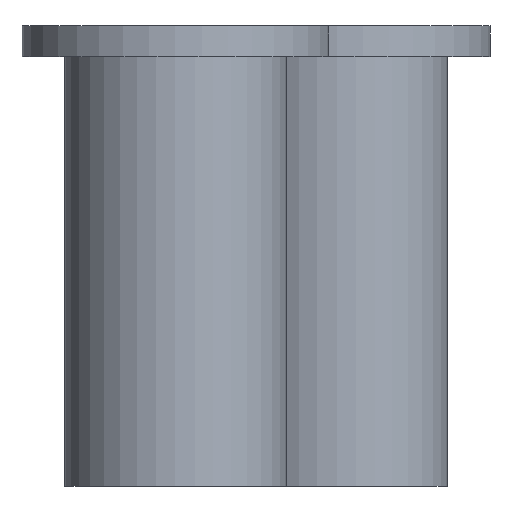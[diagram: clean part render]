
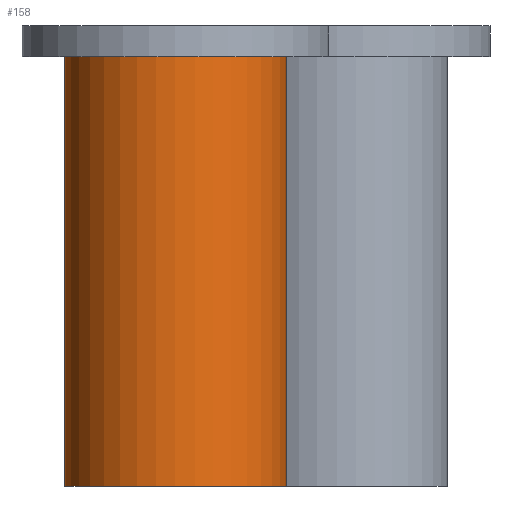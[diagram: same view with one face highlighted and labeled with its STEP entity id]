
A CAD part, left-side view. The second image highlights one B-rep face of the part: STEP entity #158.
In plain terms, the highlighted cylindrical face has radius 0.725 mm (diameter 1.45 mm), a full revolution.
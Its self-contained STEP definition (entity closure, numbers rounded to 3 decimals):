
#32=FACE_OUTER_BOUND('',#45,.T.);
#45=EDGE_LOOP('',(#123,#124,#125,#126));
#61=LINE('',#281,#67);
#67=VECTOR('',#230,0.725);
#73=CIRCLE('',#186,0.725);
#76=CIRCLE('',#191,0.725);
#85=VERTEX_POINT('',#270);
#88=VERTEX_POINT('',#279);
#98=EDGE_CURVE('',#85,#85,#73,.T.);
#102=EDGE_CURVE('',#88,#88,#76,.T.);
#103=EDGE_CURVE('',#88,#85,#61,.T.);
#123=ORIENTED_EDGE('',*,*,#102,.F.);
#124=ORIENTED_EDGE('',*,*,#103,.T.);
#125=ORIENTED_EDGE('',*,*,#98,.T.);
#126=ORIENTED_EDGE('',*,*,#103,.F.);
#151=CYLINDRICAL_SURFACE('',#190,0.725);
#158=ADVANCED_FACE('',(#32),#151,.T.);
#186=AXIS2_PLACEMENT_3D('',#271,#217,#218);
#190=AXIS2_PLACEMENT_3D('',#278,#226,#227);
#191=AXIS2_PLACEMENT_3D('',#280,#228,#229);
#217=DIRECTION('center_axis',(0.,0.,-1.));
#218=DIRECTION('ref_axis',(1.,0.,0.));
#226=DIRECTION('center_axis',(0.,0.,-1.));
#227=DIRECTION('ref_axis',(1.,0.,0.));
#228=DIRECTION('center_axis',(0.,0.,-1.));
#229=DIRECTION('ref_axis',(1.,0.,0.));
#230=DIRECTION('',(0.,0.,1.));
#270=CARTESIAN_POINT('',(-5.125,-4.7,0.));
#271=CARTESIAN_POINT('Origin',(-4.4,-4.7,0.));
#278=CARTESIAN_POINT('Origin',(-4.4,-4.7,0.2));
#279=CARTESIAN_POINT('',(-5.125,-4.7,-2.8));
#280=CARTESIAN_POINT('Origin',(-4.4,-4.7,-2.8));
#281=CARTESIAN_POINT('',(-5.125,-4.7,0.2));
